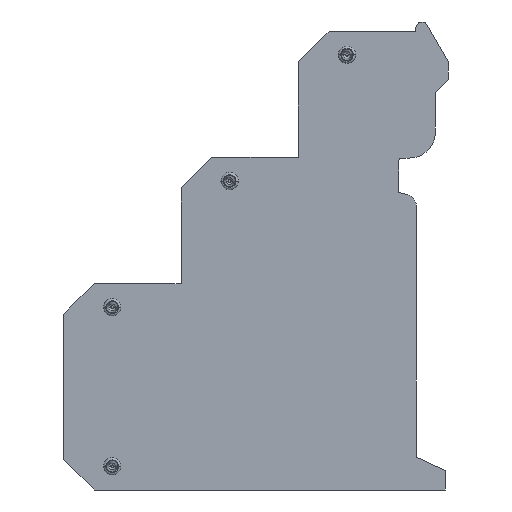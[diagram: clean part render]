
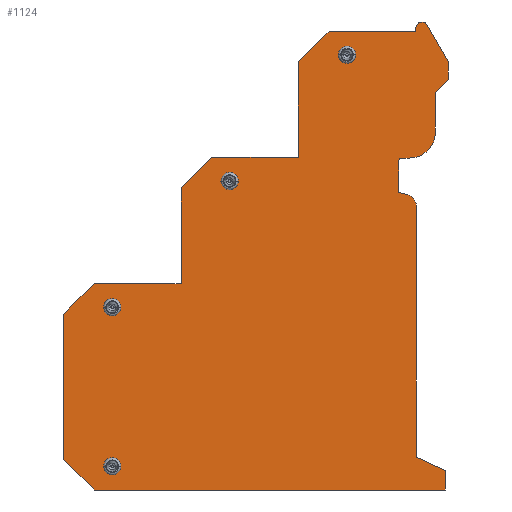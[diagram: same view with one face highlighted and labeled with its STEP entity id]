
A CAD part, left-side view. The second image highlights one B-rep face of the part: STEP entity #1124.
In plain terms, the highlighted planar face has unit normal (-1, 0, 0).
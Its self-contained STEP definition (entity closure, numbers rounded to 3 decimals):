
#11=CARTESIAN_POINT('',(0.,41.45,-19.15));
#12=DIRECTION('',(1.,0.,0.));
#13=DIRECTION('',(0.,-1.,0.));
#14=AXIS2_PLACEMENT_3D('',#11,#12,#13);
#16=CARTESIAN_POINT('',(0.,41.45,-19.15));
#17=DIRECTION('',(1.,0.,0.));
#18=DIRECTION('',(0.,1.,0.));
#19=AXIS2_PLACEMENT_3D('',#16,#17,#18);
#31=CARTESIAN_POINT('',(0.,41.45,1.65));
#32=DIRECTION('',(1.,0.,0.));
#33=DIRECTION('',(0.,1.,0.));
#34=AXIS2_PLACEMENT_3D('',#31,#32,#33);
#36=CARTESIAN_POINT('',(0.,41.45,1.65));
#37=DIRECTION('',(1.,0.,0.));
#38=DIRECTION('',(0.,-1.,0.));
#39=AXIS2_PLACEMENT_3D('',#36,#37,#38);
#51=CARTESIAN_POINT('',(0.,26.1,18.15));
#52=DIRECTION('',(1.,0.,0.));
#53=DIRECTION('',(0.,1.,0.));
#54=AXIS2_PLACEMENT_3D('',#51,#52,#53);
#56=CARTESIAN_POINT('',(0.,26.1,18.15));
#57=DIRECTION('',(1.,0.,0.));
#58=DIRECTION('',(0.,-1.,0.));
#59=AXIS2_PLACEMENT_3D('',#56,#57,#58);
#71=CARTESIAN_POINT('',(0.,10.75,34.65));
#72=DIRECTION('',(1.,0.,0.));
#73=DIRECTION('',(0.,1.,0.));
#74=AXIS2_PLACEMENT_3D('',#71,#72,#73);
#76=CARTESIAN_POINT('',(0.,10.75,34.65));
#77=DIRECTION('',(1.,0.,0.));
#78=DIRECTION('',(0.,-1.,0.));
#79=AXIS2_PLACEMENT_3D('',#76,#77,#78);
#81=DIRECTION('',(0.,0.707,0.707));
#82=VECTOR('',#81,5.657);
#83=CARTESIAN_POINT('',(0.,43.8,-22.25));
#84=LINE('',#83,#82);
#85=DIRECTION('',(0.,0.,-1.));
#86=VECTOR('',#85,19.);
#87=CARTESIAN_POINT('',(0.,47.8,0.75));
#88=LINE('',#87,#86);
#89=DIRECTION('',(0.,-0.707,0.707));
#90=VECTOR('',#89,5.657);
#91=CARTESIAN_POINT('',(0.,47.8,0.75));
#92=LINE('',#91,#90);
#93=DIRECTION('',(0.,-1.,0.));
#94=VECTOR('',#93,11.35);
#95=CARTESIAN_POINT('',(0.,43.8,4.75));
#96=LINE('',#95,#94);
#97=DIRECTION('',(0.,0.,1.));
#98=VECTOR('',#97,12.5);
#99=CARTESIAN_POINT('',(0.,32.45,4.75));
#100=LINE('',#99,#98);
#101=DIRECTION('',(0.,-0.707,0.707));
#102=VECTOR('',#101,5.657);
#103=CARTESIAN_POINT('',(0.,32.45,17.25));
#104=LINE('',#103,#102);
#105=DIRECTION('',(0.,-1.,0.));
#106=VECTOR('',#105,11.35);
#107=CARTESIAN_POINT('',(0.,28.45,21.25));
#108=LINE('',#107,#106);
#109=DIRECTION('',(0.,0.,1.));
#110=VECTOR('',#109,12.5);
#111=CARTESIAN_POINT('',(0.,17.1,21.25));
#112=LINE('',#111,#110);
#113=DIRECTION('',(0.,-0.707,0.707));
#114=VECTOR('',#113,5.657);
#115=CARTESIAN_POINT('',(0.,17.1,33.75));
#116=LINE('',#115,#114);
#117=DIRECTION('',(0.,-1.,0.));
#118=VECTOR('',#117,11.35);
#119=CARTESIAN_POINT('',(0.,13.1,37.75));
#120=LINE('',#119,#118);
#121=DIRECTION('',(0.,0.,-1.));
#122=VECTOR('',#121,0.394);
#123=CARTESIAN_POINT('',(0.,1.75,38.144));
#124=LINE('',#123,#122);
#125=CARTESIAN_POINT('',(0.,0.95,38.144));
#126=DIRECTION('',(-1.,0.,0.));
#127=DIRECTION('',(0.,-0.866,0.5));
#128=AXIS2_PLACEMENT_3D('',#125,#126,#127);
#130=DIRECTION('',(0.,-0.5,-0.866));
#131=VECTOR('',#130,5.514);
#132=CARTESIAN_POINT('',(0.,0.257,38.544));
#133=LINE('',#132,#131);
#134=DIRECTION('',(0.,0.,1.));
#135=VECTOR('',#134,2.319);
#136=CARTESIAN_POINT('',(0.,-2.5,31.45));
#137=LINE('',#136,#135);
#138=DIRECTION('',(0.,0.707,-0.707));
#139=VECTOR('',#138,2.404);
#140=CARTESIAN_POINT('',(0.,-2.5,31.45));
#141=LINE('',#140,#139);
#142=DIRECTION('',(0.,0.,-1.));
#143=VECTOR('',#142,5.2);
#144=CARTESIAN_POINT('',(0.,-0.8,29.75));
#145=LINE('',#144,#143);
#146=CARTESIAN_POINT('',(0.,2.6,24.55));
#147=DIRECTION('',(-1.,0.,0.));
#148=DIRECTION('',(0.,0.,-1.));
#149=AXIS2_PLACEMENT_3D('',#146,#147,#148);
#151=DIRECTION('',(0.,1.,0.));
#152=VECTOR('',#151,0.9);
#153=CARTESIAN_POINT('',(0.,2.6,21.15));
#154=LINE('',#153,#152);
#155=DIRECTION('',(0.,0.,-1.));
#156=VECTOR('',#155,3.964);
#157=CARTESIAN_POINT('',(0.,4.,20.65));
#158=LINE('',#157,#156);
#159=DIRECTION('',(0.,-0.966,-0.259));
#160=VECTOR('',#159,1.23);
#161=CARTESIAN_POINT('',(0.,4.,16.686));
#162=LINE('',#161,#160);
#163=CARTESIAN_POINT('',(0.,3.2,14.919));
#164=DIRECTION('',(-1.,0.,0.));
#165=DIRECTION('',(0.,-1.,0.));
#166=AXIS2_PLACEMENT_3D('',#163,#164,#165);
#168=DIRECTION('',(0.,0.,-1.));
#169=VECTOR('',#168,32.869);
#170=CARTESIAN_POINT('',(0.,1.7,14.919));
#171=LINE('',#170,#169);
#172=DIRECTION('',(0.,-0.906,-0.424));
#173=VECTOR('',#172,4.196);
#174=CARTESIAN_POINT('',(0.,1.7,-17.95));
#175=LINE('',#174,#173);
#176=DIRECTION('',(0.,0.,-1.));
#177=VECTOR('',#176,2.52);
#178=CARTESIAN_POINT('',(0.,-2.1,-19.73));
#179=LINE('',#178,#177);
#556=DIRECTION('',(0.,-1.,0.));
#557=VECTOR('',#556,45.9);
#558=CARTESIAN_POINT('',(0.,43.8,-22.25));
#559=LINE('',#558,#557);
#592=CARTESIAN_POINT('',(0.,3.5,20.65));
#593=DIRECTION('',(1.,0.,0.));
#594=DIRECTION('',(0.,1.,0.));
#595=AXIS2_PLACEMENT_3D('',#592,#593,#594);
#777=CARTESIAN_POINT('',(0.,43.8,-22.25));
#778=CARTESIAN_POINT('',(0.,47.8,-18.25));
#779=VERTEX_POINT('',#777);
#780=VERTEX_POINT('',#778);
#781=CARTESIAN_POINT('',(0.,47.8,0.75));
#782=CARTESIAN_POINT('',(0.,43.8,4.75));
#783=VERTEX_POINT('',#781);
#784=VERTEX_POINT('',#782);
#785=CARTESIAN_POINT('',(0.,32.45,4.75));
#786=VERTEX_POINT('',#785);
#787=CARTESIAN_POINT('',(0.,32.45,17.25));
#788=VERTEX_POINT('',#787);
#789=CARTESIAN_POINT('',(0.,28.45,21.25));
#790=VERTEX_POINT('',#789);
#791=CARTESIAN_POINT('',(0.,17.1,21.25));
#792=VERTEX_POINT('',#791);
#793=CARTESIAN_POINT('',(0.,17.1,33.75));
#794=VERTEX_POINT('',#793);
#795=CARTESIAN_POINT('',(0.,13.1,37.75));
#796=VERTEX_POINT('',#795);
#797=CARTESIAN_POINT('',(0.,1.75,37.75));
#798=VERTEX_POINT('',#797);
#821=CARTESIAN_POINT('',(0.,1.7,-17.95));
#822=CARTESIAN_POINT('',(0.,-2.1,-19.73));
#823=VERTEX_POINT('',#821);
#824=VERTEX_POINT('',#822);
#825=CARTESIAN_POINT('',(0.,-2.5,31.45));
#826=CARTESIAN_POINT('',(0.,-0.8,29.75));
#827=VERTEX_POINT('',#825);
#828=VERTEX_POINT('',#826);
#829=CARTESIAN_POINT('',(0.,-2.5,33.769));
#830=VERTEX_POINT('',#829);
#841=CARTESIAN_POINT('',(0.,4.,16.686));
#843=VERTEX_POINT('',#841);
#849=CARTESIAN_POINT('',(0.,0.257,38.544));
#850=VERTEX_POINT('',#849);
#851=CARTESIAN_POINT('',(0.,1.75,38.144));
#852=VERTEX_POINT('',#851);
#853=CARTESIAN_POINT('',(0.,2.6,21.15));
#854=CARTESIAN_POINT('',(0.,-0.8,24.55));
#855=VERTEX_POINT('',#853);
#856=VERTEX_POINT('',#854);
#861=CARTESIAN_POINT('',(0.,1.7,14.919));
#862=CARTESIAN_POINT('',(0.,2.812,16.368));
#863=VERTEX_POINT('',#861);
#864=VERTEX_POINT('',#862);
#869=CARTESIAN_POINT('',(0.,4.,20.65));
#871=VERTEX_POINT('',#869);
#873=CARTESIAN_POINT('',(0.,3.5,21.15));
#875=VERTEX_POINT('',#873);
#901=CARTESIAN_POINT('',(0.,40.437,-19.15));
#902=CARTESIAN_POINT('',(0.,42.463,-19.15));
#903=VERTEX_POINT('',#901);
#904=VERTEX_POINT('',#902);
#929=CARTESIAN_POINT('',(0.,42.463,1.65));
#930=CARTESIAN_POINT('',(0.,40.437,1.65));
#931=VERTEX_POINT('',#929);
#932=VERTEX_POINT('',#930);
#957=CARTESIAN_POINT('',(0.,27.113,18.15));
#958=CARTESIAN_POINT('',(0.,25.087,18.15));
#959=VERTEX_POINT('',#957);
#960=VERTEX_POINT('',#958);
#985=CARTESIAN_POINT('',(0.,11.763,34.65));
#986=CARTESIAN_POINT('',(0.,9.737,34.65));
#987=VERTEX_POINT('',#985);
#988=VERTEX_POINT('',#986);
#990=CARTESIAN_POINT('',(0.,-2.1,-22.25));
#992=VERTEX_POINT('',#990);
#1041=CARTESIAN_POINT('',(0.,47.8,-8.75));
#1042=DIRECTION('',(-1.,0.,0.));
#1043=DIRECTION('',(0.,0.,1.));
#1044=AXIS2_PLACEMENT_3D('',#1041,#1042,#1043);
#1045=PLANE('',#1044);
#1047=ORIENTED_EDGE('',*,*,#1046,.F.);
#1049=ORIENTED_EDGE('',*,*,#1048,.T.);
#1051=ORIENTED_EDGE('',*,*,#1050,.F.);
#1053=ORIENTED_EDGE('',*,*,#1052,.T.);
#1055=ORIENTED_EDGE('',*,*,#1054,.T.);
#1057=ORIENTED_EDGE('',*,*,#1056,.T.);
#1059=ORIENTED_EDGE('',*,*,#1058,.T.);
#1061=ORIENTED_EDGE('',*,*,#1060,.T.);
#1063=ORIENTED_EDGE('',*,*,#1062,.T.);
#1065=ORIENTED_EDGE('',*,*,#1064,.T.);
#1067=ORIENTED_EDGE('',*,*,#1066,.T.);
#1069=ORIENTED_EDGE('',*,*,#1068,.F.);
#1071=ORIENTED_EDGE('',*,*,#1070,.F.);
#1073=ORIENTED_EDGE('',*,*,#1072,.T.);
#1075=ORIENTED_EDGE('',*,*,#1074,.F.);
#1077=ORIENTED_EDGE('',*,*,#1076,.T.);
#1079=ORIENTED_EDGE('',*,*,#1078,.T.);
#1081=ORIENTED_EDGE('',*,*,#1080,.F.);
#1083=ORIENTED_EDGE('',*,*,#1082,.T.);
#1085=ORIENTED_EDGE('',*,*,#1084,.F.);
#1087=ORIENTED_EDGE('',*,*,#1086,.T.);
#1089=ORIENTED_EDGE('',*,*,#1088,.T.);
#1091=ORIENTED_EDGE('',*,*,#1090,.F.);
#1093=ORIENTED_EDGE('',*,*,#1092,.T.);
#1095=ORIENTED_EDGE('',*,*,#1094,.T.);
#1097=ORIENTED_EDGE('',*,*,#1096,.T.);
#1098=EDGE_LOOP('',(#1047,#1049,#1051,#1053,#1055,#1057,#1059,#1061,#1063,#1065,
#1067,#1069,#1071,#1073,#1075,#1077,#1079,#1081,#1083,#1085,#1087,#1089,#1091,
#1093,#1095,#1097));
#1099=FACE_OUTER_BOUND('',#1098,.F.);
#1101=ORIENTED_EDGE('',*,*,#1100,.F.);
#1103=ORIENTED_EDGE('',*,*,#1102,.F.);
#1104=EDGE_LOOP('',(#1101,#1103));
#1105=FACE_BOUND('',#1104,.F.);
#1107=ORIENTED_EDGE('',*,*,#1106,.F.);
#1109=ORIENTED_EDGE('',*,*,#1108,.F.);
#1110=EDGE_LOOP('',(#1107,#1109));
#1111=FACE_BOUND('',#1110,.F.);
#1113=ORIENTED_EDGE('',*,*,#1112,.F.);
#1115=ORIENTED_EDGE('',*,*,#1114,.F.);
#1116=EDGE_LOOP('',(#1113,#1115));
#1117=FACE_BOUND('',#1116,.F.);
#1119=ORIENTED_EDGE('',*,*,#1118,.F.);
#1121=ORIENTED_EDGE('',*,*,#1120,.F.);
#1122=EDGE_LOOP('',(#1119,#1121));
#1123=FACE_BOUND('',#1122,.F.);
#1124=ADVANCED_FACE('',(#1099,#1105,#1111,#1117,#1123),#1045,.T.);
#15=CIRCLE('',#14,1.013);
#20=CIRCLE('',#19,1.013);
#35=CIRCLE('',#34,1.013);
#40=CIRCLE('',#39,1.013);
#55=CIRCLE('',#54,1.013);
#60=CIRCLE('',#59,1.013);
#75=CIRCLE('',#74,1.013);
#80=CIRCLE('',#79,1.013);
#129=CIRCLE('',#128,0.8);
#150=CIRCLE('',#149,3.4);
#167=CIRCLE('',#166,1.5);
#596=CIRCLE('',#595,0.5);
#1046=EDGE_CURVE('',#779,#992,#559,.T.);
#1048=EDGE_CURVE('',#779,#780,#84,.T.);
#1050=EDGE_CURVE('',#783,#780,#88,.T.);
#1052=EDGE_CURVE('',#783,#784,#92,.T.);
#1054=EDGE_CURVE('',#784,#786,#96,.T.);
#1056=EDGE_CURVE('',#786,#788,#100,.T.);
#1058=EDGE_CURVE('',#788,#790,#104,.T.);
#1060=EDGE_CURVE('',#790,#792,#108,.T.);
#1062=EDGE_CURVE('',#792,#794,#112,.T.);
#1064=EDGE_CURVE('',#794,#796,#116,.T.);
#1066=EDGE_CURVE('',#796,#798,#120,.T.);
#1068=EDGE_CURVE('',#852,#798,#124,.T.);
#1070=EDGE_CURVE('',#850,#852,#129,.T.);
#1072=EDGE_CURVE('',#850,#830,#133,.T.);
#1074=EDGE_CURVE('',#827,#830,#137,.T.);
#1076=EDGE_CURVE('',#827,#828,#141,.T.);
#1078=EDGE_CURVE('',#828,#856,#145,.T.);
#1080=EDGE_CURVE('',#855,#856,#150,.T.);
#1082=EDGE_CURVE('',#855,#875,#154,.T.);
#1084=EDGE_CURVE('',#871,#875,#596,.T.);
#1086=EDGE_CURVE('',#871,#843,#158,.T.);
#1088=EDGE_CURVE('',#843,#864,#162,.T.);
#1090=EDGE_CURVE('',#863,#864,#167,.T.);
#1092=EDGE_CURVE('',#863,#823,#171,.T.);
#1094=EDGE_CURVE('',#823,#824,#175,.T.);
#1096=EDGE_CURVE('',#824,#992,#179,.T.);
#1100=EDGE_CURVE('',#903,#904,#15,.T.);
#1102=EDGE_CURVE('',#904,#903,#20,.T.);
#1106=EDGE_CURVE('',#931,#932,#35,.T.);
#1108=EDGE_CURVE('',#932,#931,#40,.T.);
#1112=EDGE_CURVE('',#959,#960,#55,.T.);
#1114=EDGE_CURVE('',#960,#959,#60,.T.);
#1118=EDGE_CURVE('',#987,#988,#75,.T.);
#1120=EDGE_CURVE('',#988,#987,#80,.T.);
